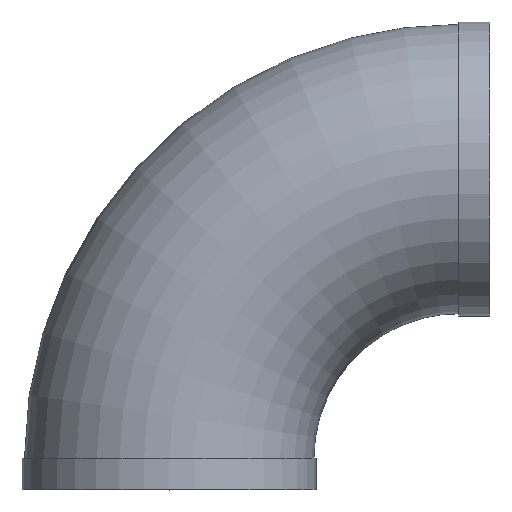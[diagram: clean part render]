
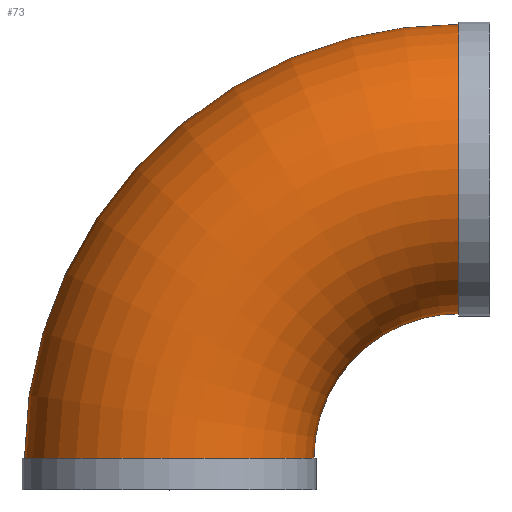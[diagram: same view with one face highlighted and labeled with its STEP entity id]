
A CAD part, top view. The second image highlights one B-rep face of the part: STEP entity #73.
In plain terms, the highlighted toroidal (fillet/blend) face has major radius 500 mm and minor radius 250 mm.
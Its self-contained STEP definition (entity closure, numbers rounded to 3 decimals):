
#73 = ADVANCED_FACE( '', ( #142, #143 ), #144, .T. );
#142 = FACE_OUTER_BOUND( '', #204, .T. );
#143 = FACE_OUTER_BOUND( '', #205, .T. );
#144 = TOROIDAL_SURFACE( '', #206, 500., 250. );
#204 = EDGE_LOOP( '', ( #268 ) );
#205 = EDGE_LOOP( '', ( #269 ) );
#206 = AXIS2_PLACEMENT_3D( '', #270, #271, #272 );
#268 = ORIENTED_EDGE( '', *, *, #305, .T. );
#269 = ORIENTED_EDGE( '', *, *, #311, .F. );
#270 = CARTESIAN_POINT( '', ( 500., 54., 0. ) );
#271 = DIRECTION( '', ( 0., 0., -1. ) );
#272 = DIRECTION( '', ( -1., 0., 0. ) );
#305 = EDGE_CURVE( '', #333, #333, #334, .T. );
#311 = EDGE_CURVE( '', #343, #343, #344, .T. );
#333 = VERTEX_POINT( '', #369 );
#334 = CIRCLE( '', #370, 250. );
#343 = VERTEX_POINT( '', #379 );
#344 = CIRCLE( '', #380, 250. );
#369 = CARTESIAN_POINT( '', ( 250., 54., 0. ) );
#370 = AXIS2_PLACEMENT_3D( '', #406, #407, #408 );
#379 = CARTESIAN_POINT( '', ( 500., 304., 0. ) );
#380 = AXIS2_PLACEMENT_3D( '', #418, #419, #420 );
#406 = CARTESIAN_POINT( '', ( 0., 54., 0. ) );
#407 = DIRECTION( '', ( 0., 1., 0. ) );
#408 = DIRECTION( '', ( 1., 0., 0. ) );
#418 = CARTESIAN_POINT( '', ( 500., 554., 0. ) );
#419 = DIRECTION( '', ( 1., 0., 0. ) );
#420 = DIRECTION( '', ( 0., -1., 0. ) );
